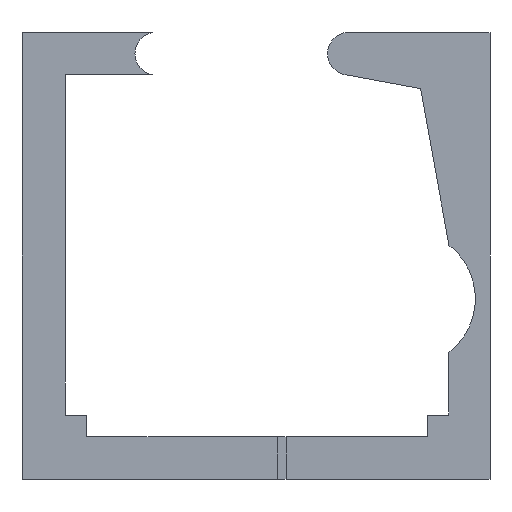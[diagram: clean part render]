
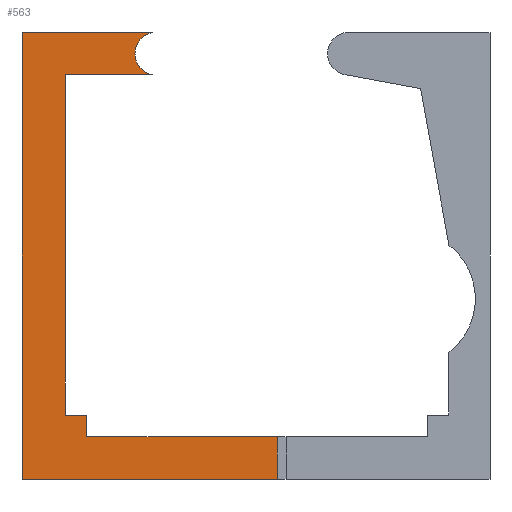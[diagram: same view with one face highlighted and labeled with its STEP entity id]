
A CAD part, front view. The second image highlights one B-rep face of the part: STEP entity #563.
In plain terms, the highlighted planar face has unit normal (0, -1, 0).
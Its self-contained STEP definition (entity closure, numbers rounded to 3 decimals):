
#380=CARTESIAN_POINT('POINT25',(304.8,0.,
   50.872));
#381=VERTEX_POINT('VERTEX25',#380);
#388=CARTESIAN_POINT('POINT26',(304.8,0.,0.));
#389=VERTEX_POINT('VERTEX26',#388);
#390=CARTESIAN_POINT('POS49',(304.8,0.,0.));
#391=DIRECTION('DIR65',(0.,0.,1.));
#392=VECTOR('VEC33',#391,25.4);
#393=LINE('STRAIGHT33',#390,#392);
#394=EDGE_CURVE('EDGE37',#389,#381,#393,.T.);
#484=CARTESIAN_POINT('POINT29',(77.458,0.,
   50.872));
#485=VERTEX_POINT('VERTEX29',#484);
#486=CARTESIAN_POINT('POS60',(77.458,0.,
   50.872));
#487=DIRECTION('DIR80',(1.,0.,0.));
#488=VECTOR('VEC40',#487,25.4);
#489=LINE('STRAIGHT40',#486,#488);
#490=EDGE_CURVE('EDGE44',#485,#381,#489,.T.);
#491=ORIENTED_EDGE('COEDGE81',*,*,#490,.F.);
#492=CARTESIAN_POINT('POINT30',(77.458,0.,
   76.81));
#493=VERTEX_POINT('VERTEX30',#492);
#494=CARTESIAN_POINT('POS61',(77.458,0.,
   76.81));
#495=DIRECTION('DIR81',(0.,0.,-1.));
#496=VECTOR('VEC41',#495,25.4);
#497=LINE('STRAIGHT41',#494,#496);
#498=EDGE_CURVE('EDGE45',#493,#485,#497,.T.);
#499=ORIENTED_EDGE('COEDGE82',*,*,#498,.F.);
#500=CARTESIAN_POINT('POINT31',(51.519,0.,
   76.81));
#501=VERTEX_POINT('VERTEX31',#500);
#502=CARTESIAN_POINT('POS62',(51.519,0.,
   76.81));
#503=DIRECTION('DIR82',(1.,0.,0.));
#504=VECTOR('VEC42',#503,25.4);
#505=LINE('STRAIGHT42',#502,#504);
#506=EDGE_CURVE('EDGE46',#501,#493,#505,.T.);
#507=ORIENTED_EDGE('COEDGE83',*,*,#506,.F.);
#508=CARTESIAN_POINT('POINT32',(51.519,0.,
   483.21));
#509=VERTEX_POINT('VERTEX32',#508);
#510=CARTESIAN_POINT('POS63',(51.519,0.,
   483.21));
#511=DIRECTION('DIR83',(0.,0.,-1.));
#512=VECTOR('VEC43',#511,25.4);
#513=LINE('STRAIGHT43',#510,#512);
#514=EDGE_CURVE('EDGE47',#509,#501,#513,.T.);
#515=ORIENTED_EDGE('COEDGE84',*,*,#514,.F.);
#516=CARTESIAN_POINT('POINT33',(155.701,
   0.,483.21));
#517=VERTEX_POINT('VERTEX33',#516);
#518=CARTESIAN_POINT('POS64',(155.701,0.,
   483.21));
#519=DIRECTION('DIR84',(-1.,0.,0.));
#520=VECTOR('VEC44',#519,25.4);
#521=LINE('STRAIGHT44',#518,#520);
#522=EDGE_CURVE('EDGE48',#517,#509,#521,.T.);
#523=ORIENTED_EDGE('COEDGE85',*,*,#522,.F.);
#524=CARTESIAN_POINT('POINT34',(155.701,0.,
   533.4));
#525=VERTEX_POINT('VERTEX34',#524);
#526=CARTESIAN_POINT('POS65',(160.351,0.,
   508.305));
#527=DIRECTION('DIR85',(0.,1.,0.));
#528=DIRECTION('DIR86',(-0.182,0.,
   -0.983));
#529=AXIS2_PLACEMENT_3D('AXIS21',#526,#527,#528);
#530=CIRCLE('ELLIPSE5',#529,25.522);
#531=EDGE_CURVE('EDGE49',#517,#525,#530,.T.);
#532=ORIENTED_EDGE('COEDGE86',*,*,#531,.T.);
#533=CARTESIAN_POINT('POINT35',(0.,0.,533.4));
#534=VERTEX_POINT('VERTEX35',#533);
#535=CARTESIAN_POINT('POS66',(0.,0.,533.4));
#536=DIRECTION('DIR87',(1.,0.,0.));
#537=VECTOR('VEC45',#536,25.4);
#538=LINE('STRAIGHT45',#535,#537);
#539=EDGE_CURVE('EDGE50',#534,#525,#538,.T.);
#540=ORIENTED_EDGE('COEDGE87',*,*,#539,.F.);
#541=CARTESIAN_POINT('POINT36',(0.,0.,0.));
#542=VERTEX_POINT('VERTEX36',#541);
#543=CARTESIAN_POINT('POS67',(0.,0.,0.));
#544=DIRECTION('DIR88',(0.,0.,1.));
#545=VECTOR('VEC46',#544,25.4);
#546=LINE('STRAIGHT46',#543,#545);
#547=EDGE_CURVE('EDGE51',#542,#534,#546,.T.);
#548=ORIENTED_EDGE('COEDGE88',*,*,#547,.F.);
#549=CARTESIAN_POINT('POS68',(0.,0.,0.));
#550=DIRECTION('DIR89',(1.,0.,0.));
#551=VECTOR('VEC47',#550,25.4);
#552=LINE('STRAIGHT47',#549,#551);
#553=EDGE_CURVE('EDGE52',#542,#389,#552,.T.);
#554=ORIENTED_EDGE('COEDGE89',*,*,#553,.T.);
#555=ORIENTED_EDGE('COEDGE90',*,*,#394,.T.);
#556=EDGE_LOOP('NONE',(#491,#499,#507,#515,#523,#532,#540,#548,#554,#555
   ));
#557=FACE_BOUND('LOOP1',#556,.T.);
#558=CARTESIAN_POINT('POS69',(0.,0.,0.));
#559=DIRECTION('DIR90',(0.,-1.,0.));
#560=DIRECTION('DIR91',(1.,0.,0.));
#561=AXIS2_PLACEMENT_3D('AXIS22',#558,#559,#560);
#562=PLANE('PLANE15',#561);
#563=ADVANCED_FACE('FACE17',(#557),#562,.T.);
